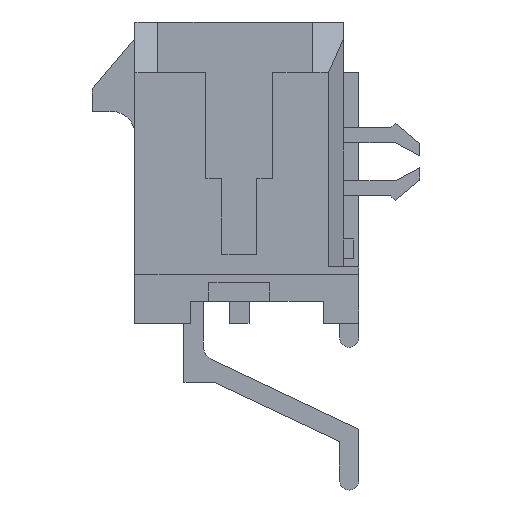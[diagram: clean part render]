
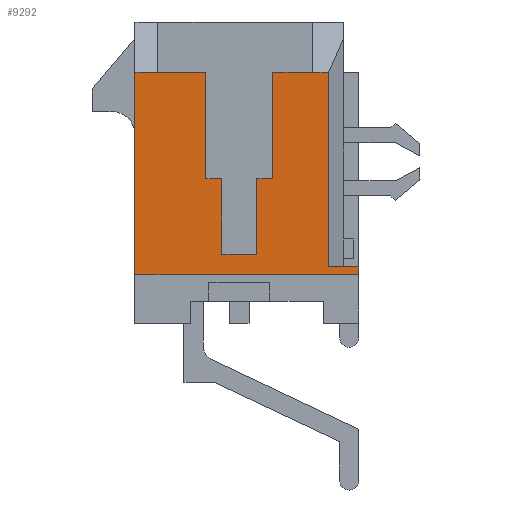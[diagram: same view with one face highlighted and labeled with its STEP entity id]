
A CAD part, left-side view. The second image highlights one B-rep face of the part: STEP entity #9292.
In plain terms, the highlighted planar face has unit normal (-1, 0, 0).
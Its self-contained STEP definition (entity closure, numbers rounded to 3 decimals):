
#494=DIRECTION('',(0.,1.,0.));
#495=VECTOR('',#494,1.);
#496=CARTESIAN_POINT('',(-12.325,-3.935,-3.105));
#497=LINE('',#496,#495);
#902=DIRECTION('',(0.,0.,-1.));
#903=VECTOR('',#902,3.5);
#904=CARTESIAN_POINT('',(-12.325,-1.1,3.305));
#905=LINE('',#904,#903);
#906=DIRECTION('',(0.,1.,0.));
#907=VECTOR('',#906,1.31);
#908=CARTESIAN_POINT('',(-12.325,-2.41,3.305));
#909=LINE('',#908,#907);
#910=DIRECTION('',(0.,-1.,0.));
#911=VECTOR('',#910,0.525);
#912=CARTESIAN_POINT('',(-12.325,-2.41,3.305));
#913=LINE('',#912,#911);
#914=DIRECTION('',(0.,0.,-1.));
#915=VECTOR('',#914,6.41);
#916=CARTESIAN_POINT('',(-12.325,-2.935,3.305));
#917=LINE('',#916,#915);
#918=DIRECTION('',(0.,0.,-1.));
#919=VECTOR('',#918,0.25);
#920=CARTESIAN_POINT('',(-12.325,-3.935,-3.105));
#921=LINE('',#920,#919);
#922=DIRECTION('',(0.,1.,0.));
#923=VECTOR('',#922,7.37);
#924=CARTESIAN_POINT('',(-12.325,-3.935,-3.355));
#925=LINE('',#924,#923);
#926=DIRECTION('',(0.,0.,1.));
#927=VECTOR('',#926,6.66);
#928=CARTESIAN_POINT('',(-12.325,3.435,-3.355));
#929=LINE('',#928,#927);
#930=DIRECTION('',(0.,-1.,0.));
#931=VECTOR('',#930,0.755);
#932=CARTESIAN_POINT('',(-12.325,3.435,3.305));
#933=LINE('',#932,#931);
#934=DIRECTION('',(0.,1.,0.));
#935=VECTOR('',#934,1.58);
#936=CARTESIAN_POINT('',(-12.325,1.1,3.305));
#937=LINE('',#936,#935);
#938=DIRECTION('',(0.,0.,-1.));
#939=VECTOR('',#938,3.5);
#940=CARTESIAN_POINT('',(-12.325,1.1,3.305));
#941=LINE('',#940,#939);
#942=DIRECTION('',(0.,1.,0.));
#943=VECTOR('',#942,0.525);
#944=CARTESIAN_POINT('',(-12.325,0.575,-0.195));
#945=LINE('',#944,#943);
#946=DIRECTION('',(0.,0.,1.));
#947=VECTOR('',#946,2.5);
#948=CARTESIAN_POINT('',(-12.325,0.575,-2.695));
#949=LINE('',#948,#947);
#950=DIRECTION('',(0.,1.,0.));
#951=VECTOR('',#950,1.15);
#952=CARTESIAN_POINT('',(-12.325,-0.575,-2.695));
#953=LINE('',#952,#951);
#954=DIRECTION('',(0.,0.,-1.));
#955=VECTOR('',#954,2.5);
#956=CARTESIAN_POINT('',(-12.325,-0.575,-0.195));
#957=LINE('',#956,#955);
#958=DIRECTION('',(0.,1.,0.));
#959=VECTOR('',#958,0.525);
#960=CARTESIAN_POINT('',(-12.325,-1.1,-0.195));
#961=LINE('',#960,#959);
#6174=CARTESIAN_POINT('',(-12.325,3.435,3.305));
#6176=VERTEX_POINT('',#6174);
#6223=CARTESIAN_POINT('',(-12.325,-3.935,-3.105));
#6224=CARTESIAN_POINT('',(-12.325,-2.935,-3.105));
#6225=VERTEX_POINT('',#6223);
#6226=VERTEX_POINT('',#6224);
#6231=CARTESIAN_POINT('',(-12.325,2.68,3.305));
#6232=VERTEX_POINT('',#6231);
#6233=CARTESIAN_POINT('',(-12.325,-2.41,3.305));
#6234=VERTEX_POINT('',#6233);
#6353=CARTESIAN_POINT('',(-12.325,-1.1,3.305));
#6354=CARTESIAN_POINT('',(-12.325,-1.1,-0.195));
#6355=VERTEX_POINT('',#6353);
#6356=VERTEX_POINT('',#6354);
#6357=CARTESIAN_POINT('',(-12.325,-0.575,-0.195));
#6358=VERTEX_POINT('',#6357);
#6359=CARTESIAN_POINT('',(-12.325,-0.575,-2.695));
#6360=VERTEX_POINT('',#6359);
#6361=CARTESIAN_POINT('',(-12.325,0.575,-2.695));
#6362=VERTEX_POINT('',#6361);
#6363=CARTESIAN_POINT('',(-12.325,0.575,-0.195));
#6364=VERTEX_POINT('',#6363);
#6365=CARTESIAN_POINT('',(-12.325,1.1,-0.195));
#6366=VERTEX_POINT('',#6365);
#6367=CARTESIAN_POINT('',(-12.325,1.1,3.305));
#6368=VERTEX_POINT('',#6367);
#7479=CARTESIAN_POINT('',(-12.325,-3.935,-3.355));
#7480=CARTESIAN_POINT('',(-12.325,3.435,-3.355));
#7481=VERTEX_POINT('',#7479);
#7482=VERTEX_POINT('',#7480);
#7487=CARTESIAN_POINT('',(-12.325,-2.935,3.305));
#7488=VERTEX_POINT('',#7487);
#9259=CARTESIAN_POINT('',(-12.325,0.,0.));
#9260=DIRECTION('',(1.,0.,0.));
#9261=DIRECTION('',(0.,0.,-1.));
#9262=AXIS2_PLACEMENT_3D('',#9259,#9260,#9261);
#9263=PLANE('',#9262);
#9265=ORIENTED_EDGE('',*,*,#9264,.F.);
#9267=ORIENTED_EDGE('',*,*,#9266,.F.);
#9269=ORIENTED_EDGE('',*,*,#9268,.T.);
#9270=ORIENTED_EDGE('',*,*,#8638,.T.);
#9271=ORIENTED_EDGE('',*,*,#8677,.F.);
#9272=ORIENTED_EDGE('',*,*,#8728,.T.);
#9274=ORIENTED_EDGE('',*,*,#9273,.T.);
#9276=ORIENTED_EDGE('',*,*,#9275,.T.);
#9278=ORIENTED_EDGE('',*,*,#9277,.T.);
#9280=ORIENTED_EDGE('',*,*,#9279,.F.);
#9282=ORIENTED_EDGE('',*,*,#9281,.T.);
#9284=ORIENTED_EDGE('',*,*,#9283,.F.);
#9285=ORIENTED_EDGE('',*,*,#9252,.F.);
#9286=ORIENTED_EDGE('',*,*,#9139,.F.);
#9287=ORIENTED_EDGE('',*,*,#9210,.F.);
#9289=ORIENTED_EDGE('',*,*,#9288,.F.);
#9290=EDGE_LOOP('',(#9265,#9267,#9269,#9270,#9271,#9272,#9274,#9276,#9278,#9280,
#9282,#9284,#9285,#9286,#9287,#9289));
#9291=FACE_OUTER_BOUND('',#9290,.F.);
#9292=ADVANCED_FACE('',(#9291),#9263,.F.);
#8638=EDGE_CURVE('',#7488,#6226,#917,.T.);
#8677=EDGE_CURVE('',#6225,#6226,#497,.T.);
#8728=EDGE_CURVE('',#6225,#7481,#921,.T.);
#9139=EDGE_CURVE('',#6360,#6362,#953,.T.);
#9210=EDGE_CURVE('',#6358,#6360,#957,.T.);
#9252=EDGE_CURVE('',#6362,#6364,#949,.T.);
#9264=EDGE_CURVE('',#6355,#6356,#905,.T.);
#9266=EDGE_CURVE('',#6234,#6355,#909,.T.);
#9268=EDGE_CURVE('',#6234,#7488,#913,.T.);
#9273=EDGE_CURVE('',#7481,#7482,#925,.T.);
#9275=EDGE_CURVE('',#7482,#6176,#929,.T.);
#9277=EDGE_CURVE('',#6176,#6232,#933,.T.);
#9279=EDGE_CURVE('',#6368,#6232,#937,.T.);
#9281=EDGE_CURVE('',#6368,#6366,#941,.T.);
#9283=EDGE_CURVE('',#6364,#6366,#945,.T.);
#9288=EDGE_CURVE('',#6356,#6358,#961,.T.);
